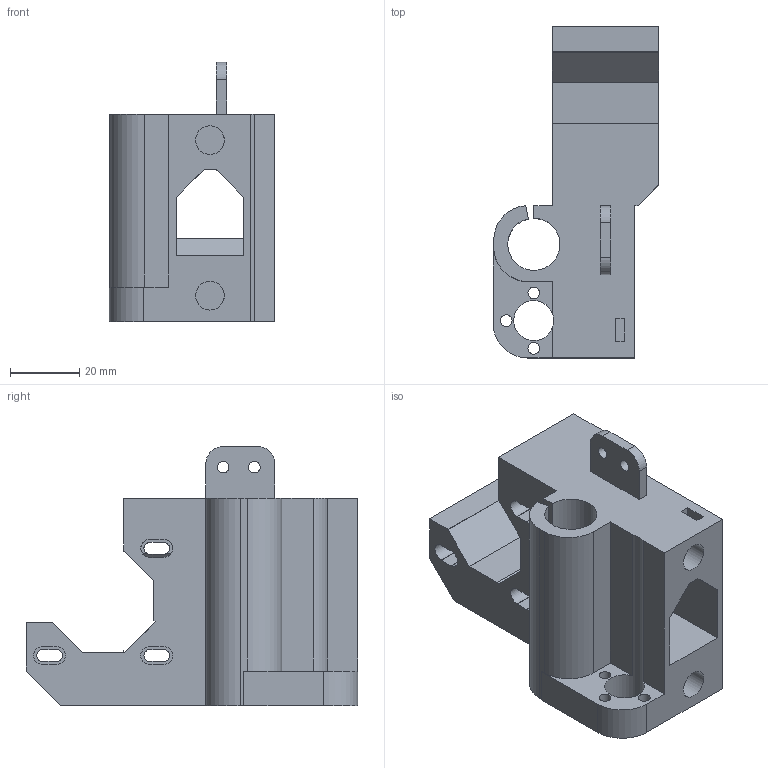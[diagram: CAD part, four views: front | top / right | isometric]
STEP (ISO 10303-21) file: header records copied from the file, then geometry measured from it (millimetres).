
FILE_DESCRIPTION(('FreeCAD Model'),'2;1');
FILE_NAME('02_AR_X_Idler_Right_RearPulley.step','2019-07-01T22:40:43',('Author'),(''), 'Open CASCADE STEP processor 7.2','FreeCAD','Unknown');
FILE_SCHEMA(('AUTOMOTIVE_DESIGN { 1 0 10303 214 1 1 1 1 }'));
Length unit declared in the file: millimetre
Products named in the file (1): EXPORT_AR_X_Idler_Right_RearPulley
Bounding box: 48 x 96 x 75 mm (x, y, z)
Volume: 93009.5 mm3; surface area: 33359.2 mm2
Topology: 1 solids, 1 shells, 121 faces, 362 edges, 248 vertices
Faces by surface type: plane 89, cylinder 32
Full cylindrical faces by diameter (mm): 3.3 x4, 3.4 x5, 8.3 x2, 10 x2, 11.6 x1
Entity records: 9786 total; most frequent: CARTESIAN_POINT 2612, DIRECTION 1329, LINE 896, VECTOR 896, ORIENTED_EDGE 724, PCURVE 724, DEFINITIONAL_REPRESENTATION 724, EDGE_CURVE 362
